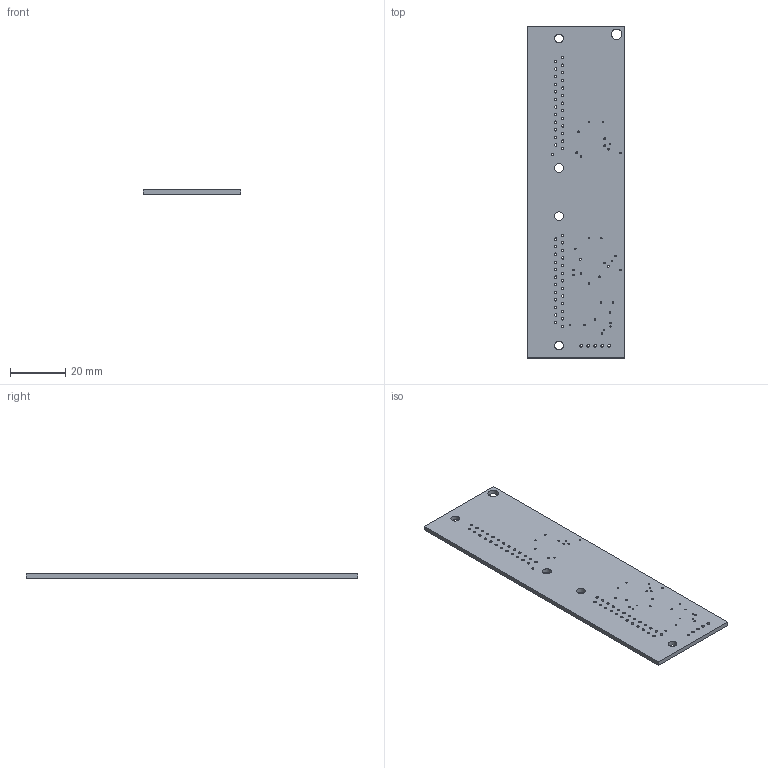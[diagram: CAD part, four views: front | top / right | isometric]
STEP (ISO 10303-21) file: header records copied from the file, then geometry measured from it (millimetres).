
FILE_DESCRIPTION(('FreeCAD Model'),'2;1');
FILE_NAME('Open CASCADE Shape Model','2022-01-16T17:34:18',('Author'),( ''),'Open CASCADE STEP processor 7.5','FreeCAD','Unknown');
FILE_SCHEMA(('AUTOMOTIVE_DESIGN { 1 0 10303 214 1 1 1 1 }'));
Length unit declared in the file: millimetre
Products named in the file (1): Body
Bounding box: 35.56 x 120.65 x 1.59 mm (x, y, z)
Volume: 6672.5 mm3; surface area: 9330.4 mm2
Topology: 1 solids, 1 shells, 101 faces, 297 edges, 198 vertices
Faces by surface type: cylinder 95, plane 6
Full cylindrical faces by diameter (mm): 0.502 x11, 0.513 x8, 0.524 x1, 0.633 x12, 0.644 x1, 0.742 x2, 0.873 x5, 0.884 x27, 0.895 x18, 1.015 x2, 1.026 x3, 3.175 x2, 3.186 x2, 3.808 x1
Entity records: 7744 total; most frequent: DIRECTION 1285, CARTESIAN_POINT 1191, ORIENTED_EDGE 594, PCURVE 594, DEFINITIONAL_REPRESENTATION 594, LINE 511, VECTOR 511, CIRCLE 380
